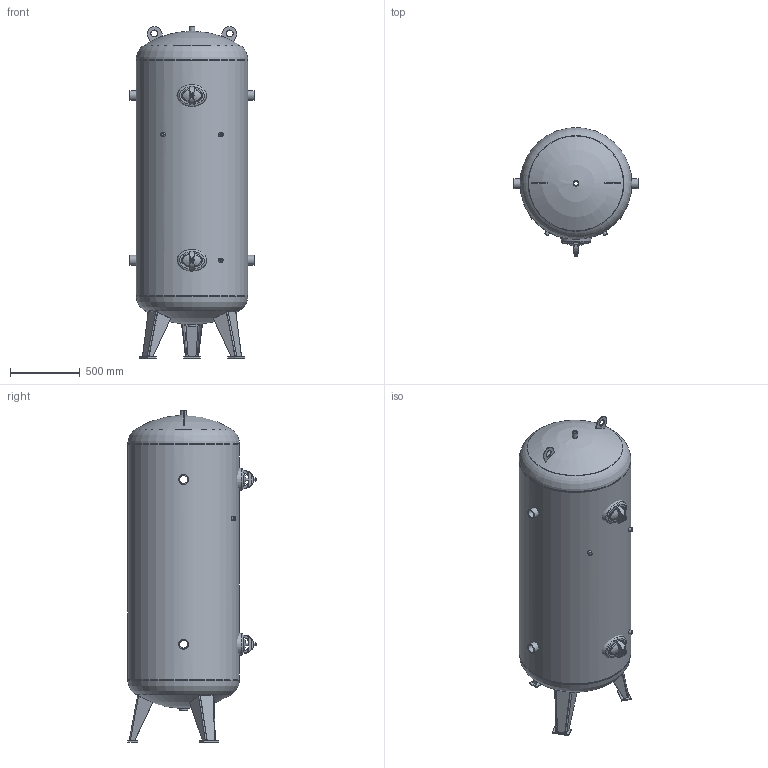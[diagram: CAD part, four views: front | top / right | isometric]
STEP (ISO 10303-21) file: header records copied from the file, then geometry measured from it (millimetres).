
FILE_DESCRIPTION(/* description */ (''),/* implementation_level */ '2;1');
FILE_NAME(/* name */ 'MB 030603-1.1000.stp',/* time_stamp */ '2024-02-05T11:58:52+01:00',/* author */ ('m.ebener'),/* organization */ (''),/* preprocessor_version */ 'ST-DEVELOPER v16.1',/* originating_system */ 'Autodesk Inventor 2016',/* authorisation */ '');
FILE_SCHEMA (('AUTOMOTIVE_DESIGN { 1 0 10303 214 3 1 1 }'));
Length unit declared in the file: millimetre
Products named in the file (19): Boden unten; Fußplatte; Fuß neu; Gesamtfuß; Standardmuffe - halbe Länge - G 1 1_2; Mantel; Handloch_100x150x8,5; Dichtung; Deckel; Bügel; DIN 125 - A 17; DIN 934 - M16 x 2; Handloch; Standardmuffe - G 1_2; Standardmuffe - G 2; Boden oben; Tragöse 100mm; Standardmuffe - G 1; MB 030603-1.1000
Assembly tree (26 placements, depth 3):
  MB 030603-1.1000
    Boden unten
    Gesamtfuß  x3
      Fußplatte
      Fuß neu
    Standardmuffe - halbe Länge - G 1 1_2
    Mantel
    Handloch  x2
      Handloch_100x150x8,5
      Dichtung
      Deckel
      Bügel
      DIN 125 - A 17
      DIN 934 - M16 x 2
    Standardmuffe - G 1_2  x3
    Standardmuffe - G 2  x4
    Boden oben
    Tragöse 100mm
    Standardmuffe - G 1
Bounding box: 888.9 x 919.9 x 2377.68 mm (x, y, z)
Volume: 30480592.5 mm3; surface area: 12285605 mm2
Topology: 32 solids, 32 shells, 310 faces, 761 edges, 513 vertices
Faces by surface type: plane 155, cylinder 104, bspline 30, cone 10, sphere 7, torus 4
Full cylindrical faces by diameter (mm): 13.835 x2, 16 x2, 17 x4, 18.631 x3, 23 x3, 26.9 x6, 30 x2, 30.291 x1, 40 x2, 44.845 x1, 50 x2, 56.656 x4, 57 x2, 70 x8, 790 x3, 800 x3
Entity records: 21150 total; most frequent: CARTESIAN_POINT 17114, DIRECTION 747, ORIENTED_EDGE 684, EDGE_CURVE 342, AXIS2_PLACEMENT_3D 311, EDGE_LOOP 257, VERTEX_POINT 257, FACE_OUTER_BOUND 164
